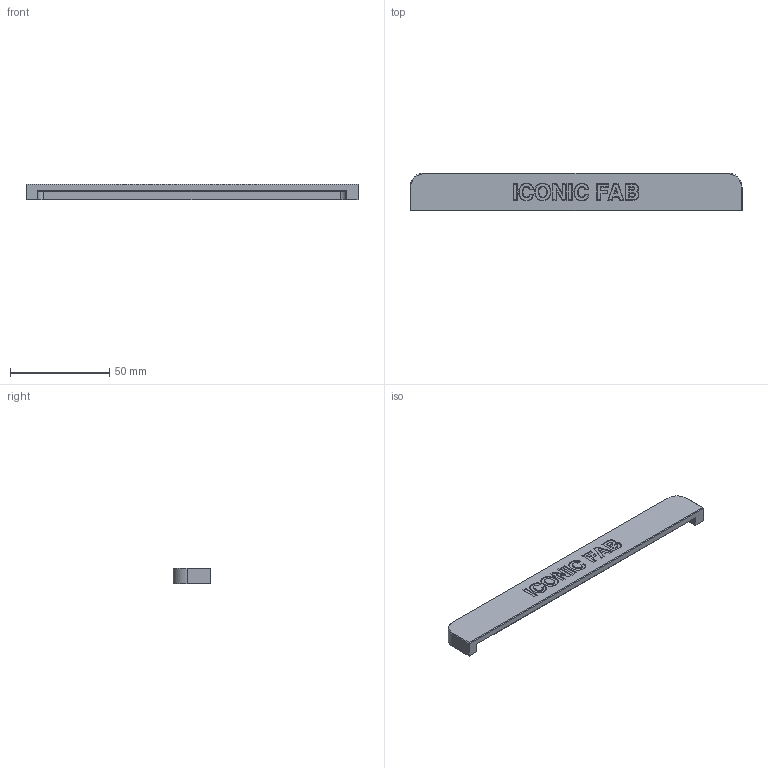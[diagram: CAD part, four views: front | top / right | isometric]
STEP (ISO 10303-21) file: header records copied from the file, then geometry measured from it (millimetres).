
FILE_DESCRIPTION(('HOOPS Exchange Step'),'2;1');
FILE_NAME('temp_export','2023-07-16T21:25:17+03:00',('nikolaskuja'),('Shapr3D Limited'),'HOOPS Exchange 2022.2','Shapr3D','Authorized');
FILE_SCHEMA( ('AUTOMOTIVE_DESIGN { 1 0 10303 214 1 1 1 1 }') );
Length unit declared in the file: millimetre
Products named in the file (2): Folder 01; root
Assembly tree (1 placements, depth 2):
  root
    Folder 01
Bounding box: 167 x 19 x 8 mm (x, y, z)
Volume: 15310.3 mm3; surface area: 9353.5 mm2
Topology: 1 solids, 1 shells, 214 faces, 496 edges, 299 vertices
Faces by surface type: plane 136, bspline 70, cylinder 6, cone 2
Full cylindrical faces by diameter (mm): 1 x2
Entity records: 7271 total; most frequent: CARTESIAN_POINT 2901, ORIENTED_EDGE 992, DIRECTION 659, EDGE_CURVE 496, VECTOR 339, LINE 339, VERTEX_POINT 299, EDGE_LOOP 229
